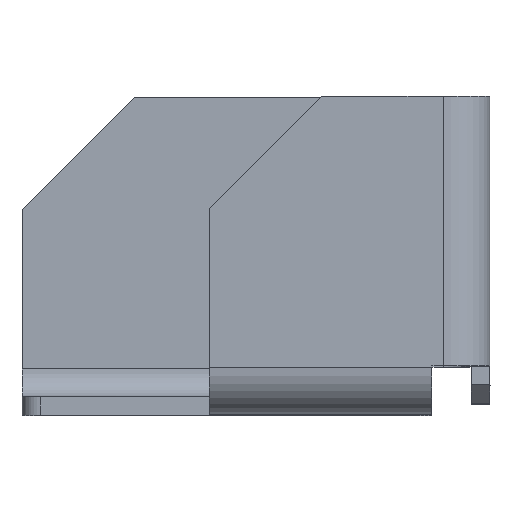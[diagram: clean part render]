
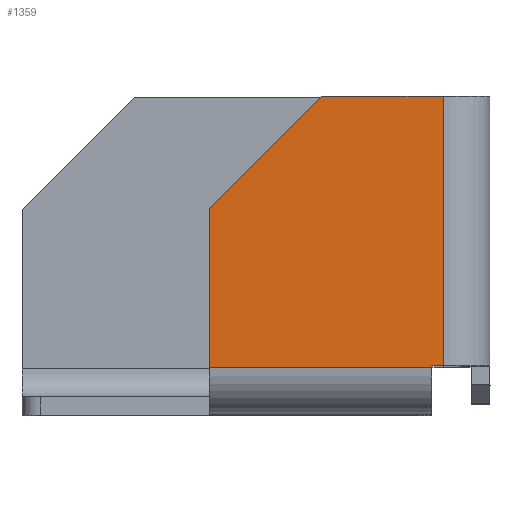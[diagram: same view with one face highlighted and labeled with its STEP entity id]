
A CAD part, top view. The second image highlights one B-rep face of the part: STEP entity #1359.
In plain terms, the highlighted planar face has unit normal (0, 0, 1).
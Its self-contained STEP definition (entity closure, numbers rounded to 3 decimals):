
#443 = VERTEX_POINT('',#444);
#444 = CARTESIAN_POINT('',(392.004,41.5,
    370.9));
#450 = EDGE_CURVE('',#451,#443,#453,.T.);
#451 = VERTEX_POINT('',#452);
#452 = CARTESIAN_POINT('',(395.004,41.5,
    370.9));
#453 = LINE('',#454,#455);
#454 = CARTESIAN_POINT('',(385.705,41.5,
    370.9));
#455 = VECTOR('',#456,1.);
#456 = DIRECTION('',(-1.,0.,0.));
#476 = VERTEX_POINT('',#477);
#477 = CARTESIAN_POINT('',(395.004,113.5,
    370.9));
#484 = EDGE_CURVE('',#476,#451,#485,.T.);
#485 = LINE('',#486,#487);
#486 = CARTESIAN_POINT('',(395.004,113.5,
    370.9));
#487 = VECTOR('',#488,1.);
#488 = DIRECTION('',(0.,-1.,0.));
#1359 = ADVANCED_FACE('',(#1360),#1411,.T.);
#1360 = FACE_BOUND('',#1361,.T.);
#1361 = EDGE_LOOP('',(#1362,#1372,#1380,#1388,#1397,#1403,#1404,#1405));
#1362 = ORIENTED_EDGE('',*,*,#1363,.F.);
#1363 = EDGE_CURVE('',#1364,#1366,#1368,.T.);
#1364 = VERTEX_POINT('',#1365);
#1365 = CARTESIAN_POINT('',(332.504,83.5,
    370.9));
#1366 = VERTEX_POINT('',#1367);
#1367 = CARTESIAN_POINT('',(362.504,113.5,
    370.9));
#1368 = LINE('',#1369,#1370);
#1369 = CARTESIAN_POINT('',(345.066,96.062,
    370.9));
#1370 = VECTOR('',#1371,1.);
#1371 = DIRECTION('',(0.707,0.707,0.));
#1372 = ORIENTED_EDGE('',*,*,#1373,.T.);
#1373 = EDGE_CURVE('',#1364,#1374,#1376,.T.);
#1374 = VERTEX_POINT('',#1375);
#1375 = CARTESIAN_POINT('',(332.504,41.,
    370.9));
#1376 = LINE('',#1377,#1378);
#1377 = CARTESIAN_POINT('',(332.504,113.5,
    370.9));
#1378 = VECTOR('',#1379,1.);
#1379 = DIRECTION('',(0.,-1.,0.));
#1380 = ORIENTED_EDGE('',*,*,#1381,.T.);
#1381 = EDGE_CURVE('',#1374,#1382,#1384,.T.);
#1382 = VERTEX_POINT('',#1383);
#1383 = CARTESIAN_POINT('',(392.004,41.,
    370.9));
#1384 = LINE('',#1385,#1386);
#1385 = CARTESIAN_POINT('',(230.273,41.,
    370.9));
#1386 = VECTOR('',#1387,1.);
#1387 = DIRECTION('',(1.,0.,0.));
#1388 = ORIENTED_EDGE('',*,*,#1389,.F.);
#1389 = EDGE_CURVE('',#1390,#1382,#1392,.T.);
#1390 = VERTEX_POINT('',#1391);
#1391 = CARTESIAN_POINT('',(392.004,41.,
    370.9));
#1392 = CIRCLE('',#1393,1.);
#1393 = AXIS2_PLACEMENT_3D('',#1394,#1395,#1396);
#1394 = CARTESIAN_POINT('',(392.004,40.,
    370.9));
#1395 = DIRECTION('',(0.,0.,1.));
#1396 = DIRECTION('',(1.,0.,0.));
#1397 = ORIENTED_EDGE('',*,*,#1398,.F.);
#1398 = EDGE_CURVE('',#443,#1390,#1399,.T.);
#1399 = LINE('',#1400,#1401);
#1400 = CARTESIAN_POINT('',(392.004,52.,
    370.9));
#1401 = VECTOR('',#1402,1.);
#1402 = DIRECTION('',(0.,-1.,0.));
#1403 = ORIENTED_EDGE('',*,*,#450,.F.);
#1404 = ORIENTED_EDGE('',*,*,#484,.F.);
#1405 = ORIENTED_EDGE('',*,*,#1406,.T.);
#1406 = EDGE_CURVE('',#476,#1366,#1407,.T.);
#1407 = LINE('',#1408,#1409);
#1408 = CARTESIAN_POINT('',(395.004,113.5,
    370.9));
#1409 = VECTOR('',#1410,1.);
#1410 = DIRECTION('',(-1.,0.,0.));
#1411 = PLANE('',#1412);
#1412 = AXIS2_PLACEMENT_3D('',#1413,#1414,#1415);
#1413 = CARTESIAN_POINT('',(363.754,72.5,
    370.9));
#1414 = DIRECTION('',(0.,0.,1.));
#1415 = DIRECTION('',(-1.,0.,0.));
